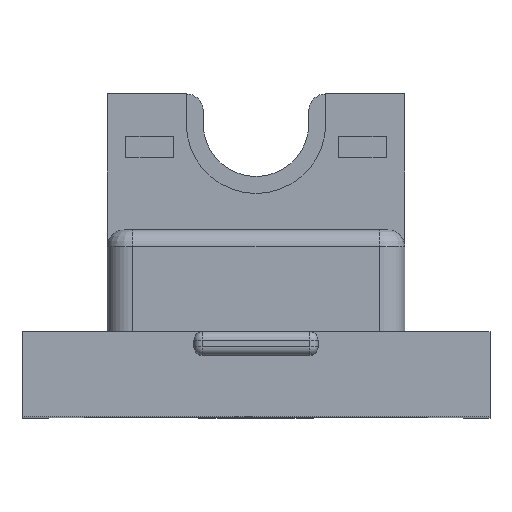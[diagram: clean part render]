
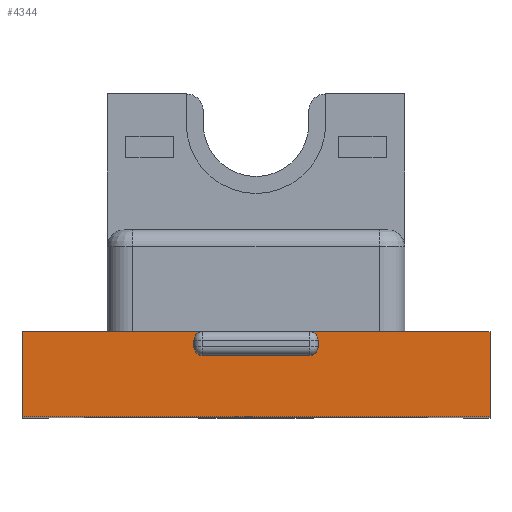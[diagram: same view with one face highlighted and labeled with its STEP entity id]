
A CAD part, top view. The second image highlights one B-rep face of the part: STEP entity #4344.
In plain terms, the highlighted planar face has unit normal (0, 0, 1).
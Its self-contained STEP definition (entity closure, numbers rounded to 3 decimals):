
#4204=CARTESIAN_POINT('Vertex',(-27.5,10.,46.5)) ;
#4218=CARTESIAN_POINT('Vertex',(-27.5,0.,46.5)) ;
#4221=CARTESIAN_POINT('Line Origine',(-27.5,5.,46.5)) ;
#4234=CARTESIAN_POINT('Axis2P3D Location',(27.5,0.,46.5)) ;
#4239=CARTESIAN_POINT('Line Origine',(-17.4,10.,46.5)) ;
#4243=CARTESIAN_POINT('Vertex',(-7.3,10.,46.5)) ;
#4246=CARTESIAN_POINT('Line Origine',(0.,0.,46.5)) ;
#4250=CARTESIAN_POINT('Vertex',(27.5,0.,46.5)) ;
#4253=CARTESIAN_POINT('Line Origine',(27.5,5.,46.5)) ;
#4257=CARTESIAN_POINT('Vertex',(27.5,10.,46.5)) ;
#4260=CARTESIAN_POINT('Line Origine',(17.4,10.,46.5)) ;
#4264=CARTESIAN_POINT('Vertex',(7.3,10.,46.5)) ;
#4267=CARTESIAN_POINT('Line Origine',(6.8,10.,46.5)) ;
#4271=CARTESIAN_POINT('Vertex',(6.3,10.,46.5)) ;
#4274=CARTESIAN_POINT('Axis2P3D Location',(6.3,9.,46.5)) ;
#4278=CARTESIAN_POINT('Vertex',(7.3,9.,46.5)) ;
#4281=CARTESIAN_POINT('Line Origine',(7.3,8.6,46.5)) ;
#4285=CARTESIAN_POINT('Vertex',(7.3,8.2,46.5)) ;
#4288=CARTESIAN_POINT('Axis2P3D Location',(6.3,8.2,46.5)) ;
#4292=CARTESIAN_POINT('Vertex',(6.3,7.2,46.5)) ;
#4295=CARTESIAN_POINT('Line Origine',(0.,7.2,46.5)) ;
#4299=CARTESIAN_POINT('Vertex',(-6.3,7.2,46.5)) ;
#4302=CARTESIAN_POINT('Axis2P3D Location',(-6.3,8.2,46.5)) ;
#4306=CARTESIAN_POINT('Vertex',(-7.3,8.2,46.5)) ;
#4309=CARTESIAN_POINT('Line Origine',(-7.3,8.6,46.5)) ;
#4313=CARTESIAN_POINT('Vertex',(-7.3,9.,46.5)) ;
#4316=CARTESIAN_POINT('Axis2P3D Location',(-6.3,9.,46.5)) ;
#4320=CARTESIAN_POINT('Vertex',(-6.3,10.,46.5)) ;
#4323=CARTESIAN_POINT('Line Origine',(-6.8,10.,46.5)) ;
#4222=DIRECTION('Vector Direction',(0.,1.,0.)) ;
#4235=DIRECTION('Axis2P3D Direction',(0.,0.,-1.)) ;
#4236=DIRECTION('Axis2P3D XDirection',(-1.,0.,0.)) ;
#4240=DIRECTION('Vector Direction',(-1.,0.,0.)) ;
#4247=DIRECTION('Vector Direction',(-1.,0.,0.)) ;
#4254=DIRECTION('Vector Direction',(0.,1.,0.)) ;
#4261=DIRECTION('Vector Direction',(-1.,0.,0.)) ;
#4268=DIRECTION('Vector Direction',(-1.,0.,0.)) ;
#4275=DIRECTION('Axis2P3D Direction',(0.,0.,-1.)) ;
#4282=DIRECTION('Vector Direction',(0.,1.,0.)) ;
#4289=DIRECTION('Axis2P3D Direction',(0.,0.,-1.)) ;
#4296=DIRECTION('Vector Direction',(-1.,0.,0.)) ;
#4303=DIRECTION('Axis2P3D Direction',(0.,0.,-1.)) ;
#4310=DIRECTION('Vector Direction',(0.,-1.,0.)) ;
#4317=DIRECTION('Axis2P3D Direction',(0.,0.,-1.)) ;
#4324=DIRECTION('Vector Direction',(-1.,0.,0.)) ;
#4237=AXIS2_PLACEMENT_3D('Plane Axis2P3D',#4234,#4235,#4236) ;
#4276=AXIS2_PLACEMENT_3D('Circle Axis2P3D',#4274,#4275,$) ;
#4290=AXIS2_PLACEMENT_3D('Circle Axis2P3D',#4288,#4289,$) ;
#4304=AXIS2_PLACEMENT_3D('Circle Axis2P3D',#4302,#4303,$) ;
#4318=AXIS2_PLACEMENT_3D('Circle Axis2P3D',#4316,#4317,$) ;
#4329=ORIENTED_EDGE('',*,*,#4245,.F.) ;
#4330=ORIENTED_EDGE('',*,*,#4225,.F.) ;
#4331=ORIENTED_EDGE('',*,*,#4252,.T.) ;
#4332=ORIENTED_EDGE('',*,*,#4259,.T.) ;
#4333=ORIENTED_EDGE('',*,*,#4266,.F.) ;
#4334=ORIENTED_EDGE('',*,*,#4273,.T.) ;
#4335=ORIENTED_EDGE('',*,*,#4280,.F.) ;
#4336=ORIENTED_EDGE('',*,*,#4287,.F.) ;
#4337=ORIENTED_EDGE('',*,*,#4294,.F.) ;
#4338=ORIENTED_EDGE('',*,*,#4301,.F.) ;
#4339=ORIENTED_EDGE('',*,*,#4308,.F.) ;
#4340=ORIENTED_EDGE('',*,*,#4315,.F.) ;
#4341=ORIENTED_EDGE('',*,*,#4322,.F.) ;
#4342=ORIENTED_EDGE('',*,*,#4327,.T.) ;
#4223=VECTOR('Line Direction',#4222,1.) ;
#4241=VECTOR('Line Direction',#4240,1.) ;
#4248=VECTOR('Line Direction',#4247,1.) ;
#4255=VECTOR('Line Direction',#4254,1.) ;
#4262=VECTOR('Line Direction',#4261,1.) ;
#4269=VECTOR('Line Direction',#4268,1.) ;
#4283=VECTOR('Line Direction',#4282,1.) ;
#4297=VECTOR('Line Direction',#4296,1.) ;
#4311=VECTOR('Line Direction',#4310,1.) ;
#4325=VECTOR('Line Direction',#4324,1.) ;
#4344=ADVANCED_FACE('Corps principal',(#4343),#4238,.F.) ;
#4277=CIRCLE('generated circle',#4276,1.) ;
#4291=CIRCLE('generated circle',#4290,1.) ;
#4305=CIRCLE('generated circle',#4304,1.) ;
#4319=CIRCLE('generated circle',#4318,1.) ;
#4225=EDGE_CURVE('',#4219,#4205,#4224,.T.) ;
#4245=EDGE_CURVE('',#4205,#4244,#4242,.F.) ;
#4252=EDGE_CURVE('',#4219,#4251,#4249,.F.) ;
#4259=EDGE_CURVE('',#4251,#4258,#4256,.T.) ;
#4266=EDGE_CURVE('',#4265,#4258,#4263,.F.) ;
#4273=EDGE_CURVE('',#4265,#4272,#4270,.T.) ;
#4280=EDGE_CURVE('',#4279,#4272,#4277,.F.) ;
#4287=EDGE_CURVE('',#4286,#4279,#4284,.T.) ;
#4294=EDGE_CURVE('',#4293,#4286,#4291,.F.) ;
#4301=EDGE_CURVE('',#4300,#4293,#4298,.F.) ;
#4308=EDGE_CURVE('',#4307,#4300,#4305,.F.) ;
#4315=EDGE_CURVE('',#4314,#4307,#4312,.T.) ;
#4322=EDGE_CURVE('',#4321,#4314,#4319,.F.) ;
#4327=EDGE_CURVE('',#4321,#4244,#4326,.T.) ;
#4328=EDGE_LOOP('',(#4329,#4330,#4331,#4332,#4333,#4334,#4335,#4336,#4337,#4338,#4339,#4340,#4341,#4342)) ;
#4343=FACE_OUTER_BOUND('',#4328,.T.) ;
#4224=LINE('Line',#4221,#4223) ;
#4242=LINE('Line',#4239,#4241) ;
#4249=LINE('Line',#4246,#4248) ;
#4256=LINE('Line',#4253,#4255) ;
#4263=LINE('Line',#4260,#4262) ;
#4270=LINE('Line',#4267,#4269) ;
#4284=LINE('Line',#4281,#4283) ;
#4298=LINE('Line',#4295,#4297) ;
#4312=LINE('Line',#4309,#4311) ;
#4326=LINE('Line',#4323,#4325) ;
#4238=PLANE('',#4237) ;
#4205=VERTEX_POINT('',#4204) ;
#4219=VERTEX_POINT('',#4218) ;
#4244=VERTEX_POINT('',#4243) ;
#4251=VERTEX_POINT('',#4250) ;
#4258=VERTEX_POINT('',#4257) ;
#4265=VERTEX_POINT('',#4264) ;
#4272=VERTEX_POINT('',#4271) ;
#4279=VERTEX_POINT('',#4278) ;
#4286=VERTEX_POINT('',#4285) ;
#4293=VERTEX_POINT('',#4292) ;
#4300=VERTEX_POINT('',#4299) ;
#4307=VERTEX_POINT('',#4306) ;
#4314=VERTEX_POINT('',#4313) ;
#4321=VERTEX_POINT('',#4320) ;
